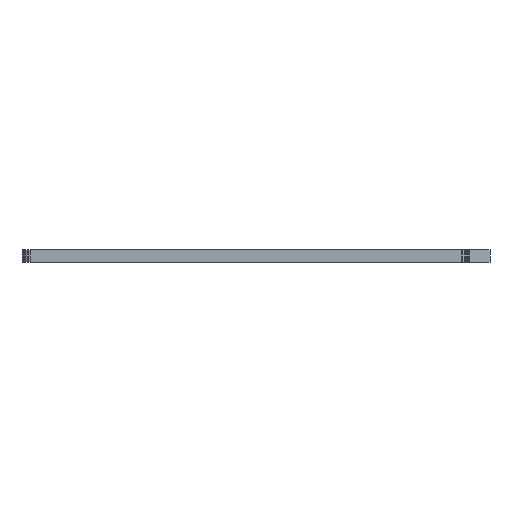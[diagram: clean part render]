
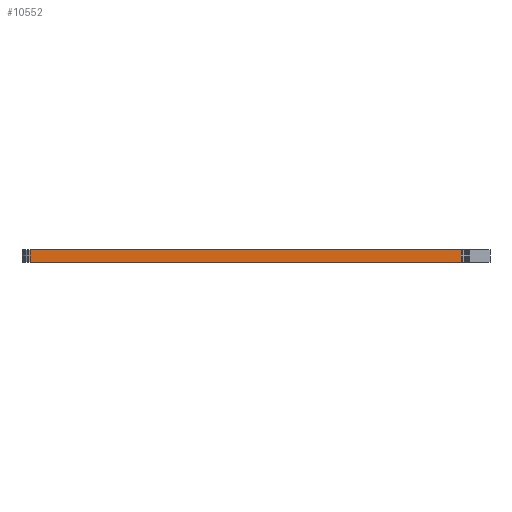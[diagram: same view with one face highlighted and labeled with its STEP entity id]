
A CAD part, front view. The second image highlights one B-rep face of the part: STEP entity #10552.
In plain terms, the highlighted planar face has unit normal (0, -1, 0).
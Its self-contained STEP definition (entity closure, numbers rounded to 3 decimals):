
#206 = VERTEX_POINT('',#207);
#207 = CARTESIAN_POINT('',(134.828,-95.938,0.));
#213 = EDGE_CURVE('',#206,#214,#216,.T.);
#214 = VERTEX_POINT('',#215);
#215 = CARTESIAN_POINT('',(81.788,-95.938,0.));
#216 = LINE('',#217,#218);
#217 = CARTESIAN_POINT('',(134.828,-95.938,0.));
#218 = VECTOR('',#219,1.);
#219 = DIRECTION('',(-1.,0.,0.));
#5227 = VERTEX_POINT('',#5228);
#5228 = CARTESIAN_POINT('',(134.828,-95.938,1.564));
#5234 = EDGE_CURVE('',#5227,#5235,#5237,.T.);
#5235 = VERTEX_POINT('',#5236);
#5236 = CARTESIAN_POINT('',(81.788,-95.938,1.564));
#5237 = LINE('',#5238,#5239);
#5238 = CARTESIAN_POINT('',(134.828,-95.938,1.564));
#5239 = VECTOR('',#5240,1.);
#5240 = DIRECTION('',(-1.,0.,0.));
#10524 = EDGE_CURVE('',#206,#5227,#10525,.T.);
#10525 = LINE('',#10526,#10527);
#10526 = CARTESIAN_POINT('',(134.828,-95.938,0.));
#10527 = VECTOR('',#10528,1.);
#10528 = DIRECTION('',(0.,0.,1.));
#10552 = ADVANCED_FACE('',(#10553),#10564,.T.);
#10553 = FACE_BOUND('',#10554,.T.);
#10554 = EDGE_LOOP('',(#10555,#10556,#10557,#10563));
#10555 = ORIENTED_EDGE('',*,*,#10524,.T.);
#10556 = ORIENTED_EDGE('',*,*,#5234,.T.);
#10557 = ORIENTED_EDGE('',*,*,#10558,.F.);
#10558 = EDGE_CURVE('',#214,#5235,#10559,.T.);
#10559 = LINE('',#10560,#10561);
#10560 = CARTESIAN_POINT('',(81.788,-95.938,0.));
#10561 = VECTOR('',#10562,1.);
#10562 = DIRECTION('',(0.,0.,1.));
#10563 = ORIENTED_EDGE('',*,*,#213,.F.);
#10564 = PLANE('',#10565);
#10565 = AXIS2_PLACEMENT_3D('',#10566,#10567,#10568);
#10566 = CARTESIAN_POINT('',(134.828,-95.938,0.));
#10567 = DIRECTION('',(0.,-1.,0.));
#10568 = DIRECTION('',(-1.,0.,0.));
